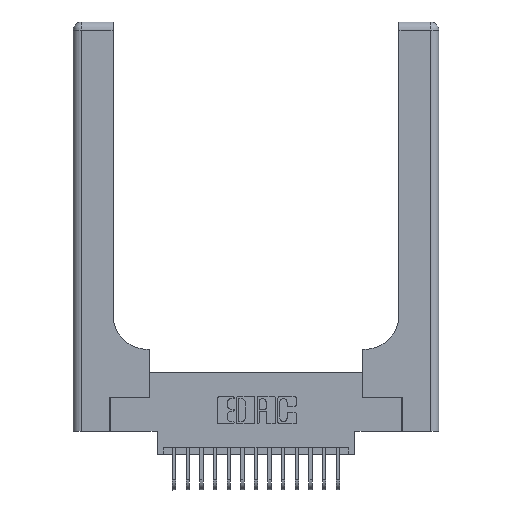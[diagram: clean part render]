
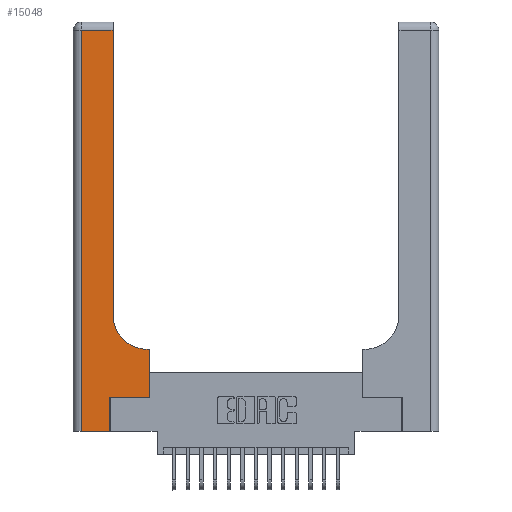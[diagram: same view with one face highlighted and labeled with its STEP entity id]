
A CAD part, top view. The second image highlights one B-rep face of the part: STEP entity #15048.
In plain terms, the highlighted planar face has unit normal (0, 0, 1).
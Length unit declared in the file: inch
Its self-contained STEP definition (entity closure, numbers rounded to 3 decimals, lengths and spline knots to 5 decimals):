
#246 = CARTESIAN_POINT ( 'NONE',  ( 0.2915, 3., 0.37 ) ) ;
#321 = DIRECTION ( 'NONE',  ( -1., 0., 0. ) ) ;
#802 = CARTESIAN_POINT ( 'NONE',  ( 0.5585, 0.6, 0.37 ) ) ;
#910 = ORIENTED_EDGE ( 'NONE', *, *, #12203, .T. ) ;
#1368 = EDGE_CURVE ( 'NONE', #8192, #7481, #18805, .T. ) ;
#1412 = EDGE_CURVE ( 'NONE', #7605, #4371, #17469, .T. ) ;
#1563 = VERTEX_POINT ( 'NONE', #12199 ) ;
#1703 = VERTEX_POINT ( 'NONE', #8868 ) ;
#1776 = DIRECTION ( 'NONE',  ( 0., 1., 0. ) ) ;
#1896 = VERTEX_POINT ( 'NONE', #1923 ) ;
#1923 = CARTESIAN_POINT ( 'NONE',  ( 0.269, 0., 0.37 ) ) ;
#1932 = AXIS2_PLACEMENT_3D ( 'NONE', #11607, #2653, #13040 ) ;
#2020 = CARTESIAN_POINT ( 'NONE',  ( 0.5585, 0.25, 0.37 ) ) ;
#2653 = DIRECTION ( 'NONE',  ( 0., 0., -1. ) ) ;
#3386 = LINE ( 'NONE', #5896, #3863 ) ;
#3699 = VECTOR ( 'NONE', #1776, 39.37008 ) ;
#3863 = VECTOR ( 'NONE', #16133, 39.37008 ) ;
#4371 = VERTEX_POINT ( 'NONE', #802 ) ;
#4425 = ORIENTED_EDGE ( 'NONE', *, *, #11939, .T. ) ;
#4751 = CIRCLE ( 'NONE', #1932, 0.25 ) ;
#4814 = CARTESIAN_POINT ( 'NONE',  ( 0.2915, 2.94, 0.37 ) ) ;
#4924 = DIRECTION ( 'NONE',  ( -1., 0., 0. ) ) ;
#5119 = CARTESIAN_POINT ( 'NONE',  ( 0., 0., 0.37 ) ) ;
#5771 = VECTOR ( 'NONE', #14461, 39.37008 ) ;
#5896 = CARTESIAN_POINT ( 'NONE',  ( 0.269, 0., 0.37 ) ) ;
#5923 = LINE ( 'NONE', #15213, #16663 ) ;
#6107 = ORIENTED_EDGE ( 'NONE', *, *, #1412, .T. ) ;
#6381 = CARTESIAN_POINT ( 'NONE',  ( 0., 3., 0.37 ) ) ;
#7146 = LINE ( 'NONE', #11628, #14448 ) ;
#7463 = VERTEX_POINT ( 'NONE', #12186 ) ;
#7481 = VERTEX_POINT ( 'NONE', #4814 ) ;
#7605 = VERTEX_POINT ( 'NONE', #2020 ) ;
#7939 = DIRECTION ( 'NONE',  ( 0., -1., 0. ) ) ;
#8067 = VECTOR ( 'NONE', #15383, 39.37008 ) ;
#8192 = VERTEX_POINT ( 'NONE', #15030 ) ;
#8242 = CARTESIAN_POINT ( 'NONE',  ( 0.5415, 0.6, 0.37 ) ) ;
#8868 = CARTESIAN_POINT ( 'NONE',  ( 0.269, 0.25, 0.37 ) ) ;
#9389 = DIRECTION ( 'NONE',  ( 0., 0., -1. ) ) ;
#9420 = CARTESIAN_POINT ( 'NONE',  ( 0.06, 3., 0.37 ) ) ;
#9660 = EDGE_CURVE ( 'NONE', #4371, #10099, #9753, .T. ) ;
#9753 = LINE ( 'NONE', #11547, #5771 ) ;
#10099 = VERTEX_POINT ( 'NONE', #8242 ) ;
#10257 = EDGE_CURVE ( 'NONE', #1896, #1703, #3386, .T. ) ;
#11418 = EDGE_CURVE ( 'NONE', #1703, #7605, #7146, .T. ) ;
#11547 = CARTESIAN_POINT ( 'NONE',  ( 0.2915, 0.6, 0.37 ) ) ;
#11607 = CARTESIAN_POINT ( 'NONE',  ( 0.5415, 0.85, 0.37 ) ) ;
#11628 = CARTESIAN_POINT ( 'NONE',  ( 0.269, 0.25, 0.37 ) ) ;
#11939 = EDGE_CURVE ( 'NONE', #10099, #8192, #4751, .T. ) ;
#12110 = ORIENTED_EDGE ( 'NONE', *, *, #10257, .T. ) ;
#12139 = EDGE_CURVE ( 'NONE', #7481, #1563, #5923, .T. ) ;
#12186 = CARTESIAN_POINT ( 'NONE',  ( 0.06, 0., 0.37 ) ) ;
#12199 = CARTESIAN_POINT ( 'NONE',  ( 0.06, 2.94, 0.37 ) ) ;
#12203 = EDGE_CURVE ( 'NONE', #7463, #1896, #19106, .T. ) ;
#12763 = ORIENTED_EDGE ( 'NONE', *, *, #11418, .T. ) ;
#13040 = DIRECTION ( 'NONE',  ( 1., 0., 0. ) ) ;
#13063 = DIRECTION ( 'NONE',  ( 1., 0., 0. ) ) ;
#13654 = VECTOR ( 'NONE', #17216, 39.37008 ) ;
#13736 = LINE ( 'NONE', #9420, #17552 ) ;
#14448 = VECTOR ( 'NONE', #13063, 39.37008 ) ;
#14461 = DIRECTION ( 'NONE',  ( -1., 0., 0. ) ) ;
#14589 = ORIENTED_EDGE ( 'NONE', *, *, #9660, .T. ) ;
#15030 = CARTESIAN_POINT ( 'NONE',  ( 0.2915, 0.85, 0.37 ) ) ;
#15048 = ADVANCED_FACE ( 'NONE', ( #17653 ), #17956, .F. ) ;
#15213 = CARTESIAN_POINT ( 'NONE',  ( 0., 2.94, 0.37 ) ) ;
#15352 = ORIENTED_EDGE ( 'NONE', *, *, #1368, .T. ) ;
#15383 = DIRECTION ( 'NONE',  ( 1., 0., 0. ) ) ;
#16133 = DIRECTION ( 'NONE',  ( 0., 1., 0. ) ) ;
#16435 = AXIS2_PLACEMENT_3D ( 'NONE', #6381, #9389, #321 ) ;
#16663 = VECTOR ( 'NONE', #4924, 39.37008 ) ;
#16891 = ORIENTED_EDGE ( 'NONE', *, *, #12139, .T. ) ;
#17216 = DIRECTION ( 'NONE',  ( 0., 1., 0. ) ) ;
#17219 = EDGE_CURVE ( 'NONE', #1563, #7463, #13736, .T. ) ;
#17469 = LINE ( 'NONE', #18367, #13654 ) ;
#17548 = ORIENTED_EDGE ( 'NONE', *, *, #17219, .T. ) ;
#17552 = VECTOR ( 'NONE', #7939, 39.37008 ) ;
#17653 = FACE_OUTER_BOUND ( 'NONE', #17980, .T. ) ;
#17956 = PLANE ( 'NONE',  #16435 ) ;
#17980 = EDGE_LOOP ( 'NONE', ( #15352, #16891, #17548, #910, #12110, #12763, #6107, #14589, #4425 ) ) ;
#18367 = CARTESIAN_POINT ( 'NONE',  ( 0.5585, 0.25, 0.37 ) ) ;
#18805 = LINE ( 'NONE', #246, #3699 ) ;
#19106 = LINE ( 'NONE', #5119, #8067 ) ;
